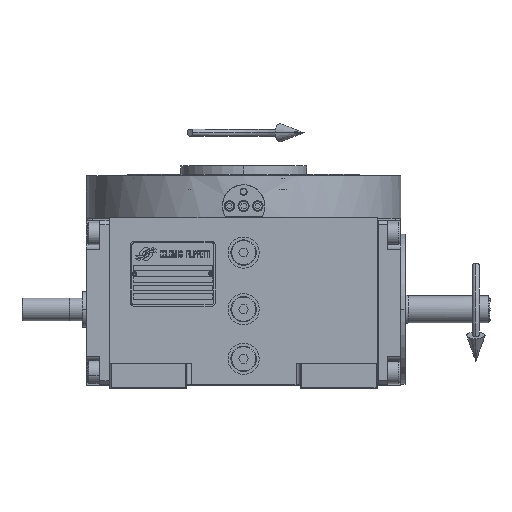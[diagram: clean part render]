
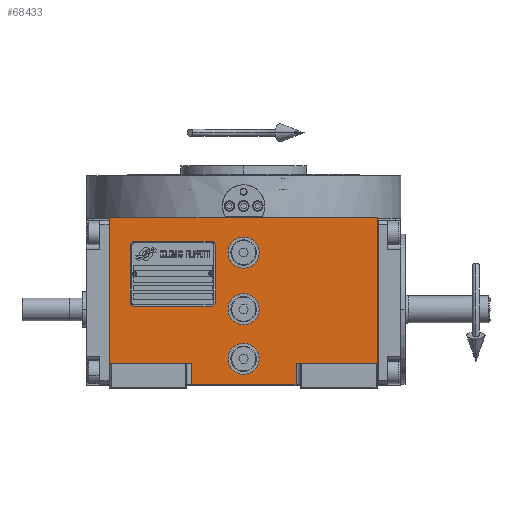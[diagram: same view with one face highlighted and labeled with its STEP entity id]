
A CAD part, top view. The second image highlights one B-rep face of the part: STEP entity #68433.
In plain terms, the highlighted planar face has unit normal (0, 0, 1).
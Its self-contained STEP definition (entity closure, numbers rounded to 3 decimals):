
#72 = DIRECTION ( 'NONE',  ( 0., 1., 0. ) ) ;
#590 = VERTEX_POINT ( 'NONE', #50556 ) ;
#1306 = ORIENTED_EDGE ( 'NONE', *, *, #8591, .T. ) ;
#1367 = CARTESIAN_POINT ( 'NONE',  ( 37., -53.5, 163.5 ) ) ;
#1731 = EDGE_CURVE ( 'NONE', #63060, #12761, #21026, .T. ) ;
#1876 = FACE_BOUND ( 'NONE', #48159, .T. ) ;
#2225 = FACE_OUTER_BOUND ( 'NONE', #59309, .T. ) ;
#4240 = DIRECTION ( 'NONE',  ( 0., 0., 1. ) ) ;
#4451 = VERTEX_POINT ( 'NONE', #14413 ) ;
#5356 = AXIS2_PLACEMENT_3D ( 'NONE', #61929, #61252, #61590 ) ;
#5507 = CARTESIAN_POINT ( 'NONE',  ( 11., 0., 163.5 ) ) ;
#6287 = LINE ( 'NONE', #37585, #8605 ) ;
#6314 = VECTOR ( 'NONE', #22213, 1000. ) ;
#6574 = EDGE_LOOP ( 'NONE', ( #24065, #8511 ) ) ;
#8488 = ORIENTED_EDGE ( 'NONE', *, *, #13943, .F. ) ;
#8511 = ORIENTED_EDGE ( 'NONE', *, *, #10030, .F. ) ;
#8591 = EDGE_CURVE ( 'NONE', #23741, #53478, #64984, .T. ) ;
#8605 = VECTOR ( 'NONE', #72, 1000. ) ;
#8758 = VERTEX_POINT ( 'NONE', #55913 ) ;
#10030 = EDGE_CURVE ( 'NONE', #12761, #63060, #42336, .T. ) ;
#11957 = FACE_BOUND ( 'NONE', #6574, .T. ) ;
#12761 = VERTEX_POINT ( 'NONE', #32488 ) ;
#13661 = DIRECTION ( 'NONE',  ( 0., 1., 0. ) ) ;
#13855 = DIRECTION ( 'NONE',  ( 0., 0., 1. ) ) ;
#13943 = EDGE_CURVE ( 'NONE', #25326, #53478, #39595, .T. ) ;
#14192 = CARTESIAN_POINT ( 'NONE',  ( 0., -35., 163.5 ) ) ;
#14413 = CARTESIAN_POINT ( 'NONE',  ( 94.5, 64.5, 163.5 ) ) ;
#14479 = ORIENTED_EDGE ( 'NONE', *, *, #27202, .F. ) ;
#14532 = DIRECTION ( 'NONE',  ( 1., 0., 0. ) ) ;
#14883 = AXIS2_PLACEMENT_3D ( 'NONE', #66203, #65518, #59599 ) ;
#15031 = DIRECTION ( 'NONE',  ( -1., 0., 0. ) ) ;
#15207 = EDGE_CURVE ( 'NONE', #63744, #42099, #32142, .T. ) ;
#15516 = CARTESIAN_POINT ( 'NONE',  ( -11., 0., 163.5 ) ) ;
#15675 = AXIS2_PLACEMENT_3D ( 'NONE', #14192, #13855, #44808 ) ;
#16277 = CARTESIAN_POINT ( 'NONE',  ( 0., -35., 163.5 ) ) ;
#16563 = AXIS2_PLACEMENT_3D ( 'NONE', #16277, #64624, #59737 ) ;
#16824 = DIRECTION ( 'NONE',  ( 0., 0., 1. ) ) ;
#17575 = LINE ( 'NONE', #33894, #51210 ) ;
#18638 = VERTEX_POINT ( 'NONE', #32311 ) ;
#19605 = VECTOR ( 'NONE', #57738, 1000. ) ;
#20069 = VECTOR ( 'NONE', #52920, 1000. ) ;
#20833 = EDGE_CURVE ( 'NONE', #22948, #25290, #22343, .T. ) ;
#20957 = CARTESIAN_POINT ( 'NONE',  ( -94.5, -38.5, 163.5 ) ) ;
#20979 = CIRCLE ( 'NONE', #55373, 11. ) ;
#21026 = CIRCLE ( 'NONE', #16563, 11. ) ;
#21248 = ORIENTED_EDGE ( 'NONE', *, *, #20833, .T. ) ;
#21988 = LINE ( 'NONE', #48399, #20069 ) ;
#22213 = DIRECTION ( 'NONE',  ( 1., 0., 0. ) ) ;
#22343 = LINE ( 'NONE', #20957, #31020 ) ;
#22948 = VERTEX_POINT ( 'NONE', #53111 ) ;
#23741 = VERTEX_POINT ( 'NONE', #49192 ) ;
#24065 = ORIENTED_EDGE ( 'NONE', *, *, #1731, .F. ) ;
#24506 = CARTESIAN_POINT ( 'NONE',  ( -37., -38.5, 163.5 ) ) ;
#25131 = EDGE_CURVE ( 'NONE', #25326, #18638, #17575, .T. ) ;
#25290 = VERTEX_POINT ( 'NONE', #24506 ) ;
#25320 = CIRCLE ( 'NONE', #31962, 11. ) ;
#25326 = VERTEX_POINT ( 'NONE', #57836 ) ;
#25387 = VERTEX_POINT ( 'NONE', #56475 ) ;
#26438 = CARTESIAN_POINT ( 'NONE',  ( -94.5, -38.5, 163.5 ) ) ;
#27202 = EDGE_CURVE ( 'NONE', #23741, #25290, #6287, .T. ) ;
#31020 = VECTOR ( 'NONE', #53950, 1000. ) ;
#31671 = VECTOR ( 'NONE', #13661, 1000. ) ;
#31962 = AXIS2_PLACEMENT_3D ( 'NONE', #35387, #45480, #14532 ) ;
#32142 = CIRCLE ( 'NONE', #56562, 11. ) ;
#32311 = CARTESIAN_POINT ( 'NONE',  ( 94.5, -38.5, 163.5 ) ) ;
#32488 = CARTESIAN_POINT ( 'NONE',  ( -11., -35., 163.5 ) ) ;
#33894 = CARTESIAN_POINT ( 'NONE',  ( 37., -38.5, 163.5 ) ) ;
#33957 = ORIENTED_EDGE ( 'NONE', *, *, #46052, .F. ) ;
#35067 = DIRECTION ( 'NONE',  ( 0., -1., 0. ) ) ;
#35387 = CARTESIAN_POINT ( 'NONE',  ( 0., 40., 163.5 ) ) ;
#37585 = CARTESIAN_POINT ( 'NONE',  ( -37., -53.5, 163.5 ) ) ;
#38015 = DIRECTION ( 'NONE',  ( -1., 0., 0. ) ) ;
#39595 = LINE ( 'NONE', #46170, #66473 ) ;
#40419 = LINE ( 'NONE', #45290, #31671 ) ;
#41424 = LINE ( 'NONE', #26438, #19605 ) ;
#41460 = CARTESIAN_POINT ( 'NONE',  ( 0., 40., 163.5 ) ) ;
#42099 = VERTEX_POINT ( 'NONE', #5507 ) ;
#42336 = CIRCLE ( 'NONE', #15675, 11. ) ;
#43053 = EDGE_CURVE ( 'NONE', #25387, #590, #20979, .T. ) ;
#43987 = DIRECTION ( 'NONE',  ( 1., 0., 0. ) ) ;
#44808 = DIRECTION ( 'NONE',  ( -1., 0., 0. ) ) ;
#45290 = CARTESIAN_POINT ( 'NONE',  ( 94.5, -38.5, 163.5 ) ) ;
#45480 = DIRECTION ( 'NONE',  ( 0., 0., 1. ) ) ;
#45645 = ORIENTED_EDGE ( 'NONE', *, *, #60303, .F. ) ;
#46052 = EDGE_CURVE ( 'NONE', #22948, #8758, #41424, .T. ) ;
#46170 = CARTESIAN_POINT ( 'NONE',  ( 37., -38.5, 163.5 ) ) ;
#48159 = EDGE_LOOP ( 'NONE', ( #62413, #51044 ) ) ;
#48399 = CARTESIAN_POINT ( 'NONE',  ( -94.5, 64.5, 163.5 ) ) ;
#49192 = CARTESIAN_POINT ( 'NONE',  ( -37., -53.5, 163.5 ) ) ;
#49419 = ORIENTED_EDGE ( 'NONE', *, *, #25131, .T. ) ;
#50556 = CARTESIAN_POINT ( 'NONE',  ( 11., 40., 163.5 ) ) ;
#51044 = ORIENTED_EDGE ( 'NONE', *, *, #43053, .F. ) ;
#51210 = VECTOR ( 'NONE', #43987, 1000. ) ;
#52920 = DIRECTION ( 'NONE',  ( 1., 0., 0. ) ) ;
#53111 = CARTESIAN_POINT ( 'NONE',  ( -94.5, -38.5, 163.5 ) ) ;
#53478 = VERTEX_POINT ( 'NONE', #1367 ) ;
#53950 = DIRECTION ( 'NONE',  ( 1., 0., 0. ) ) ;
#54452 = ORIENTED_EDGE ( 'NONE', *, *, #62840, .F. ) ;
#54527 = CARTESIAN_POINT ( 'NONE',  ( -37., -53.5, 163.5 ) ) ;
#54714 = FACE_BOUND ( 'NONE', #67678, .T. ) ;
#55373 = AXIS2_PLACEMENT_3D ( 'NONE', #41460, #4240, #15031 ) ;
#55913 = CARTESIAN_POINT ( 'NONE',  ( -94.5, 64.5, 163.5 ) ) ;
#56436 = CIRCLE ( 'NONE', #5356, 11. ) ;
#56475 = CARTESIAN_POINT ( 'NONE',  ( -11., 40., 163.5 ) ) ;
#56562 = AXIS2_PLACEMENT_3D ( 'NONE', #64105, #16824, #38015 ) ;
#57738 = DIRECTION ( 'NONE',  ( 0., 1., 0. ) ) ;
#57824 = EDGE_CURVE ( 'NONE', #18638, #4451, #40419, .T. ) ;
#57836 = CARTESIAN_POINT ( 'NONE',  ( 37., -38.5, 163.5 ) ) ;
#59309 = EDGE_LOOP ( 'NONE', ( #1306, #8488, #49419, #68527, #54452, #33957, #21248, #14479 ) ) ;
#59599 = DIRECTION ( 'NONE',  ( 1., 0., 0. ) ) ;
#59737 = DIRECTION ( 'NONE',  ( 1., 0., 0. ) ) ;
#59770 = EDGE_CURVE ( 'NONE', #590, #25387, #25320, .T. ) ;
#60303 = EDGE_CURVE ( 'NONE', #42099, #63744, #56436, .T. ) ;
#61252 = DIRECTION ( 'NONE',  ( 0., 0., 1. ) ) ;
#61590 = DIRECTION ( 'NONE',  ( 1., 0., 0. ) ) ;
#61929 = CARTESIAN_POINT ( 'NONE',  ( 0., 0., 163.5 ) ) ;
#62413 = ORIENTED_EDGE ( 'NONE', *, *, #59770, .F. ) ;
#62840 = EDGE_CURVE ( 'NONE', #8758, #4451, #21988, .T. ) ;
#62962 = ORIENTED_EDGE ( 'NONE', *, *, #15207, .F. ) ;
#63060 = VERTEX_POINT ( 'NONE', #65800 ) ;
#63744 = VERTEX_POINT ( 'NONE', #15516 ) ;
#64105 = CARTESIAN_POINT ( 'NONE',  ( 0., 0., 163.5 ) ) ;
#64624 = DIRECTION ( 'NONE',  ( 0., 0., 1. ) ) ;
#64984 = LINE ( 'NONE', #54527, #6314 ) ;
#65518 = DIRECTION ( 'NONE',  ( 0., 0., 1. ) ) ;
#65800 = CARTESIAN_POINT ( 'NONE',  ( 11., -35., 163.5 ) ) ;
#66203 = CARTESIAN_POINT ( 'NONE',  ( -94.5, -53.5, 163.5 ) ) ;
#66473 = VECTOR ( 'NONE', #35067, 1000. ) ;
#66557 = PLANE ( 'NONE',  #14883 ) ;
#67678 = EDGE_LOOP ( 'NONE', ( #45645, #62962 ) ) ;
#68433 = ADVANCED_FACE ( 'NONE', ( #54714, #11957, #1876, #2225 ), #66557, .T. ) ;
#68527 = ORIENTED_EDGE ( 'NONE', *, *, #57824, .T. ) ;
